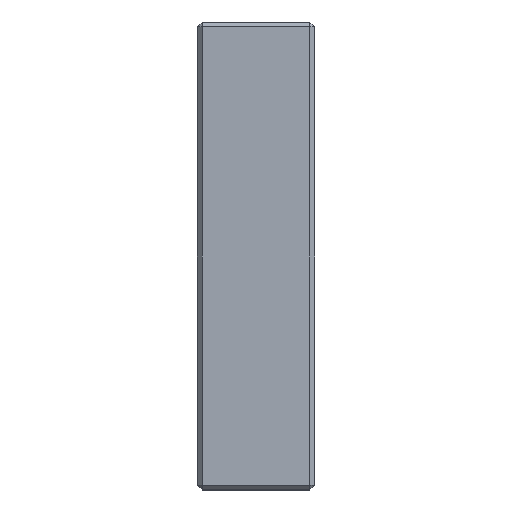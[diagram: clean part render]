
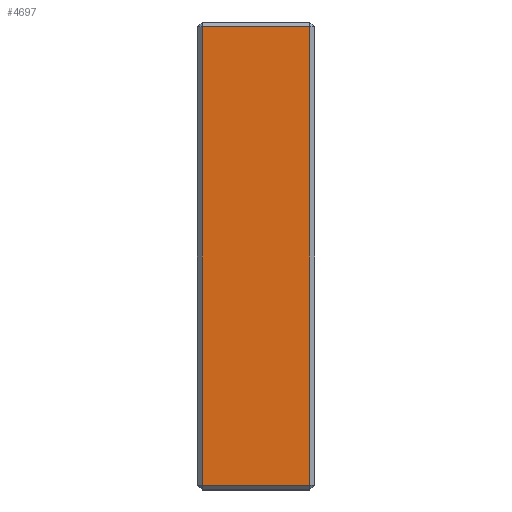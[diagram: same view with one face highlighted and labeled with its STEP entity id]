
A CAD part, left-side view. The second image highlights one B-rep face of the part: STEP entity #4697.
In plain terms, the highlighted planar face has unit normal (-1, 0, 0).
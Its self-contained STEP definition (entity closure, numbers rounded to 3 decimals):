
#141 = VERTEX_POINT ( 'NONE', #8167 ) ;
#494 = VECTOR ( 'NONE', #4382, 1000. ) ;
#729 = CARTESIAN_POINT ( 'NONE',  ( -173., 2., 96. ) ) ;
#813 = ORIENTED_EDGE ( 'NONE', *, *, #5062, .T. ) ;
#978 = DIRECTION ( 'NONE',  ( 0., 0., -1. ) ) ;
#1120 = LINE ( 'NONE', #9863, #3860 ) ;
#1673 = ORIENTED_EDGE ( 'NONE', *, *, #5520, .T. ) ;
#1921 = EDGE_CURVE ( 'NONE', #141, #8256, #1120, .T. ) ;
#2055 = VERTEX_POINT ( 'NONE', #5247 ) ;
#2649 = CARTESIAN_POINT ( 'NONE',  ( -173., 47., -98. ) ) ;
#3002 = VECTOR ( 'NONE', #7517, 1000. ) ;
#3303 = LINE ( 'NONE', #6577, #3002 ) ;
#3660 = DIRECTION ( 'NONE',  ( 0., 1., 0. ) ) ;
#3860 = VECTOR ( 'NONE', #7264, 1000. ) ;
#4230 = VECTOR ( 'NONE', #3660, 1000. ) ;
#4382 = DIRECTION ( 'NONE',  ( 0., 0., -1. ) ) ;
#4394 = VERTEX_POINT ( 'NONE', #6660 ) ;
#4697 = ADVANCED_FACE ( 'NONE', ( #5039 ), #6649, .F. ) ;
#5039 = FACE_OUTER_BOUND ( 'NONE', #10012, .T. ) ;
#5062 = EDGE_CURVE ( 'NONE', #4394, #141, #3303, .T. ) ;
#5247 = CARTESIAN_POINT ( 'NONE',  ( -173., 47., 96. ) ) ;
#5520 = EDGE_CURVE ( 'NONE', #8256, #2055, #7873, .T. ) ;
#5580 = ORIENTED_EDGE ( 'NONE', *, *, #6637, .T. ) ;
#6082 = AXIS2_PLACEMENT_3D ( 'NONE', #9867, #8273, #978 ) ;
#6577 = CARTESIAN_POINT ( 'NONE',  ( -173., 49., -96. ) ) ;
#6637 = EDGE_CURVE ( 'NONE', #2055, #4394, #7778, .T. ) ;
#6649 = PLANE ( 'NONE',  #6082 ) ;
#6660 = CARTESIAN_POINT ( 'NONE',  ( -173., 47., -96. ) ) ;
#6999 = ORIENTED_EDGE ( 'NONE', *, *, #1921, .T. ) ;
#7264 = DIRECTION ( 'NONE',  ( 0., 0., 1. ) ) ;
#7517 = DIRECTION ( 'NONE',  ( 0., -1., 0. ) ) ;
#7778 = LINE ( 'NONE', #2649, #494 ) ;
#7873 = LINE ( 'NONE', #8605, #4230 ) ;
#8167 = CARTESIAN_POINT ( 'NONE',  ( -173., 2., -96. ) ) ;
#8256 = VERTEX_POINT ( 'NONE', #729 ) ;
#8273 = DIRECTION ( 'NONE',  ( 1., 0., 0. ) ) ;
#8605 = CARTESIAN_POINT ( 'NONE',  ( -173., 49., 96. ) ) ;
#9863 = CARTESIAN_POINT ( 'NONE',  ( -173., 2., -98. ) ) ;
#9867 = CARTESIAN_POINT ( 'NONE',  ( -173., 49., -98. ) ) ;
#10012 = EDGE_LOOP ( 'NONE', ( #813, #6999, #1673, #5580 ) ) ;
